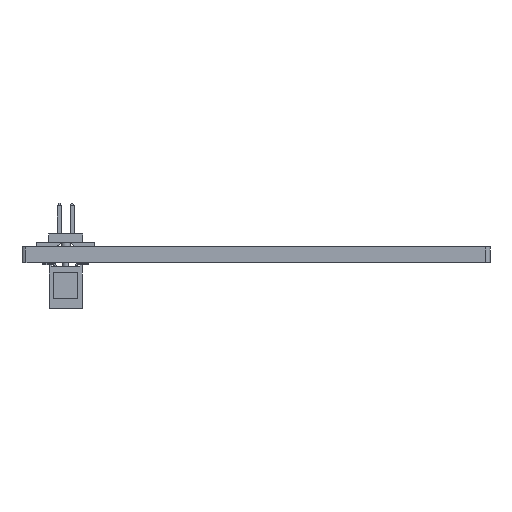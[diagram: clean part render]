
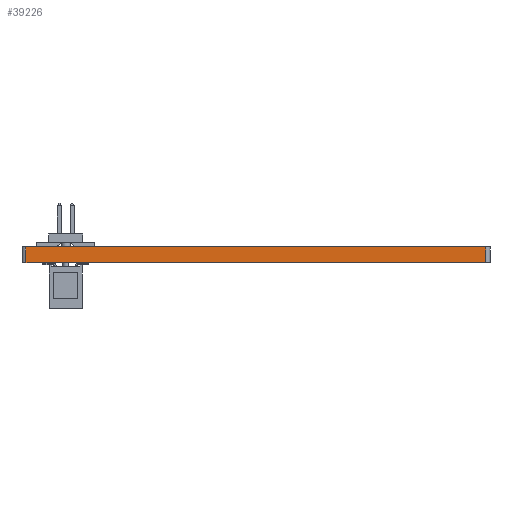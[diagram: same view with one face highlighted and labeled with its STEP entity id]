
A CAD part, front view. The second image highlights one B-rep face of the part: STEP entity #39226.
In plain terms, the highlighted planar face has unit normal (0, -1, 0).
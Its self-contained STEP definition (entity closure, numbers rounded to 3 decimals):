
#39226 = ADVANCED_FACE('',(#39227),#39241,.T.);
#39227 = FACE_BOUND('',#39228,.T.);
#39228 = EDGE_LOOP('',(#39229,#39264,#39292,#39320));
#39229 = ORIENTED_EDGE('',*,*,#39230,.T.);
#39230 = EDGE_CURVE('',#39231,#39233,#39235,.T.);
#39231 = VERTEX_POINT('',#39232);
#39232 = CARTESIAN_POINT('',(169.8,-124.,0.));
#39233 = VERTEX_POINT('',#39234);
#39234 = CARTESIAN_POINT('',(169.8,-124.,1.6));
#39235 = SURFACE_CURVE('',#39236,(#39240,#39252),.PCURVE_S1.);
#39236 = LINE('',#39237,#39238);
#39237 = CARTESIAN_POINT('',(169.8,-124.,0.));
#39238 = VECTOR('',#39239,1.);
#39239 = DIRECTION('',(0.,0.,1.));
#39240 = PCURVE('',#39241,#39246);
#39241 = PLANE('',#39242);
#39242 = AXIS2_PLACEMENT_3D('',#39243,#39244,#39245);
#39243 = CARTESIAN_POINT('',(169.8,-124.,0.));
#39244 = DIRECTION('',(0.,-1.,0.));
#39245 = DIRECTION('',(-1.,0.,0.));
#39246 = DEFINITIONAL_REPRESENTATION('',(#39247),#39251);
#39247 = LINE('',#39248,#39249);
#39248 = CARTESIAN_POINT('',(0.,0.));
#39249 = VECTOR('',#39250,1.);
#39250 = DIRECTION('',(0.,-1.));
#39251 = ( GEOMETRIC_REPRESENTATION_CONTEXT(2) 
PARAMETRIC_REPRESENTATION_CONTEXT() REPRESENTATION_CONTEXT('2D SPACE',''
  ) );
#39252 = PCURVE('',#39253,#39258);
#39253 = CYLINDRICAL_SURFACE('',#39254,0.4);
#39254 = AXIS2_PLACEMENT_3D('',#39255,#39256,#39257);
#39255 = CARTESIAN_POINT('',(169.8,-123.6,0.));
#39256 = DIRECTION('',(-0.,-0.,-1.));
#39257 = DIRECTION('',(1.,0.,-0.));
#39258 = DEFINITIONAL_REPRESENTATION('',(#39259),#39263);
#39259 = LINE('',#39260,#39261);
#39260 = CARTESIAN_POINT('',(-4.712,0.));
#39261 = VECTOR('',#39262,1.);
#39262 = DIRECTION('',(-0.,-1.));
#39263 = ( GEOMETRIC_REPRESENTATION_CONTEXT(2) 
PARAMETRIC_REPRESENTATION_CONTEXT() REPRESENTATION_CONTEXT('2D SPACE',''
  ) );
#39264 = ORIENTED_EDGE('',*,*,#39265,.T.);
#39265 = EDGE_CURVE('',#39233,#39266,#39268,.T.);
#39266 = VERTEX_POINT('',#39267);
#39267 = CARTESIAN_POINT('',(123.8,-124.,1.6));
#39268 = SURFACE_CURVE('',#39269,(#39273,#39280),.PCURVE_S1.);
#39269 = LINE('',#39270,#39271);
#39270 = CARTESIAN_POINT('',(169.8,-124.,1.6));
#39271 = VECTOR('',#39272,1.);
#39272 = DIRECTION('',(-1.,0.,0.));
#39273 = PCURVE('',#39241,#39274);
#39274 = DEFINITIONAL_REPRESENTATION('',(#39275),#39279);
#39275 = LINE('',#39276,#39277);
#39276 = CARTESIAN_POINT('',(0.,-1.6));
#39277 = VECTOR('',#39278,1.);
#39278 = DIRECTION('',(1.,0.));
#39279 = ( GEOMETRIC_REPRESENTATION_CONTEXT(2) 
PARAMETRIC_REPRESENTATION_CONTEXT() REPRESENTATION_CONTEXT('2D SPACE',''
  ) );
#39280 = PCURVE('',#39281,#39286);
#39281 = PLANE('',#39282);
#39282 = AXIS2_PLACEMENT_3D('',#39283,#39284,#39285);
#39283 = CARTESIAN_POINT('',(146.625,-100.754,1.6));
#39284 = DIRECTION('',(-0.,-0.,-1.));
#39285 = DIRECTION('',(-1.,0.,0.));
#39286 = DEFINITIONAL_REPRESENTATION('',(#39287),#39291);
#39287 = LINE('',#39288,#39289);
#39288 = CARTESIAN_POINT('',(-23.175,-23.246));
#39289 = VECTOR('',#39290,1.);
#39290 = DIRECTION('',(1.,0.));
#39291 = ( GEOMETRIC_REPRESENTATION_CONTEXT(2) 
PARAMETRIC_REPRESENTATION_CONTEXT() REPRESENTATION_CONTEXT('2D SPACE',''
  ) );
#39292 = ORIENTED_EDGE('',*,*,#39293,.F.);
#39293 = EDGE_CURVE('',#39294,#39266,#39296,.T.);
#39294 = VERTEX_POINT('',#39295);
#39295 = CARTESIAN_POINT('',(123.8,-124.,0.));
#39296 = SURFACE_CURVE('',#39297,(#39301,#39308),.PCURVE_S1.);
#39297 = LINE('',#39298,#39299);
#39298 = CARTESIAN_POINT('',(123.8,-124.,0.));
#39299 = VECTOR('',#39300,1.);
#39300 = DIRECTION('',(0.,0.,1.));
#39301 = PCURVE('',#39241,#39302);
#39302 = DEFINITIONAL_REPRESENTATION('',(#39303),#39307);
#39303 = LINE('',#39304,#39305);
#39304 = CARTESIAN_POINT('',(46.,0.));
#39305 = VECTOR('',#39306,1.);
#39306 = DIRECTION('',(0.,-1.));
#39307 = ( GEOMETRIC_REPRESENTATION_CONTEXT(2) 
PARAMETRIC_REPRESENTATION_CONTEXT() REPRESENTATION_CONTEXT('2D SPACE',''
  ) );
#39308 = PCURVE('',#39309,#39314);
#39309 = CYLINDRICAL_SURFACE('',#39310,0.4);
#39310 = AXIS2_PLACEMENT_3D('',#39311,#39312,#39313);
#39311 = CARTESIAN_POINT('',(123.8,-123.6,0.));
#39312 = DIRECTION('',(-0.,-0.,-1.));
#39313 = DIRECTION('',(1.,0.,-0.));
#39314 = DEFINITIONAL_REPRESENTATION('',(#39315),#39319);
#39315 = LINE('',#39316,#39317);
#39316 = CARTESIAN_POINT('',(-4.712,0.));
#39317 = VECTOR('',#39318,1.);
#39318 = DIRECTION('',(-0.,-1.));
#39319 = ( GEOMETRIC_REPRESENTATION_CONTEXT(2) 
PARAMETRIC_REPRESENTATION_CONTEXT() REPRESENTATION_CONTEXT('2D SPACE',''
  ) );
#39320 = ORIENTED_EDGE('',*,*,#39321,.F.);
#39321 = EDGE_CURVE('',#39231,#39294,#39322,.T.);
#39322 = SURFACE_CURVE('',#39323,(#39327,#39334),.PCURVE_S1.);
#39323 = LINE('',#39324,#39325);
#39324 = CARTESIAN_POINT('',(169.8,-124.,0.));
#39325 = VECTOR('',#39326,1.);
#39326 = DIRECTION('',(-1.,0.,0.));
#39327 = PCURVE('',#39241,#39328);
#39328 = DEFINITIONAL_REPRESENTATION('',(#39329),#39333);
#39329 = LINE('',#39330,#39331);
#39330 = CARTESIAN_POINT('',(0.,0.));
#39331 = VECTOR('',#39332,1.);
#39332 = DIRECTION('',(1.,0.));
#39333 = ( GEOMETRIC_REPRESENTATION_CONTEXT(2) 
PARAMETRIC_REPRESENTATION_CONTEXT() REPRESENTATION_CONTEXT('2D SPACE',''
  ) );
#39334 = PCURVE('',#39335,#39340);
#39335 = PLANE('',#39336);
#39336 = AXIS2_PLACEMENT_3D('',#39337,#39338,#39339);
#39337 = CARTESIAN_POINT('',(146.625,-100.754,0.));
#39338 = DIRECTION('',(-0.,-0.,-1.));
#39339 = DIRECTION('',(-1.,0.,0.));
#39340 = DEFINITIONAL_REPRESENTATION('',(#39341),#39345);
#39341 = LINE('',#39342,#39343);
#39342 = CARTESIAN_POINT('',(-23.175,-23.246));
#39343 = VECTOR('',#39344,1.);
#39344 = DIRECTION('',(1.,0.));
#39345 = ( GEOMETRIC_REPRESENTATION_CONTEXT(2) 
PARAMETRIC_REPRESENTATION_CONTEXT() REPRESENTATION_CONTEXT('2D SPACE',''
  ) );
